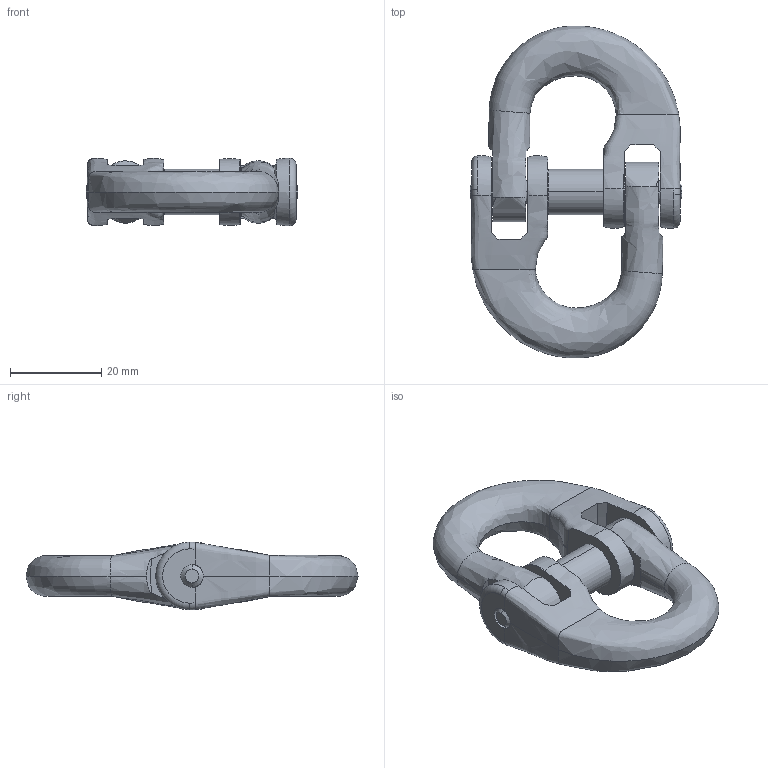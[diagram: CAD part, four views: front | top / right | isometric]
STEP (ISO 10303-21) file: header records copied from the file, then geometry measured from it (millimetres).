
FILE_DESCRIPTION(('STEP AP214'),'1');
FILE_NAME('cwp_7.stp','2017-07-07T14:22:34',('TraceParts'),('TraceParts S.A.'),'Spatial InterOp 3D',' ',' ');
FILE_SCHEMA(('automotive_design'));
Length unit declared in the file: millimetre
Products named in the file (4): cwp_7_1; cwp_7_2; cwp_7_3; cwp_7_4
Bounding box: 46.5 x 72.94 x 14.9 mm (x, y, z)
Volume: 18328.3 mm3; surface area: 9749.1 mm2
Topology: 4 solids, 4 shells, 80 faces, 222 edges, 140 vertices
Faces by surface type: cylinder 20, plane 18, bspline 18, cone 12, torus 12
Entity records: 19486 total; most frequent: CARTESIAN_POINT 16878, ORIENTED_EDGE 428, DIRECTION 350, EDGE_CURVE 214, AXIS2_PLACEMENT_3D 164, VERTEX_POINT 140, CIRCLE 98, B_SPLINE_CURVE_WITH_KNOTS 94
